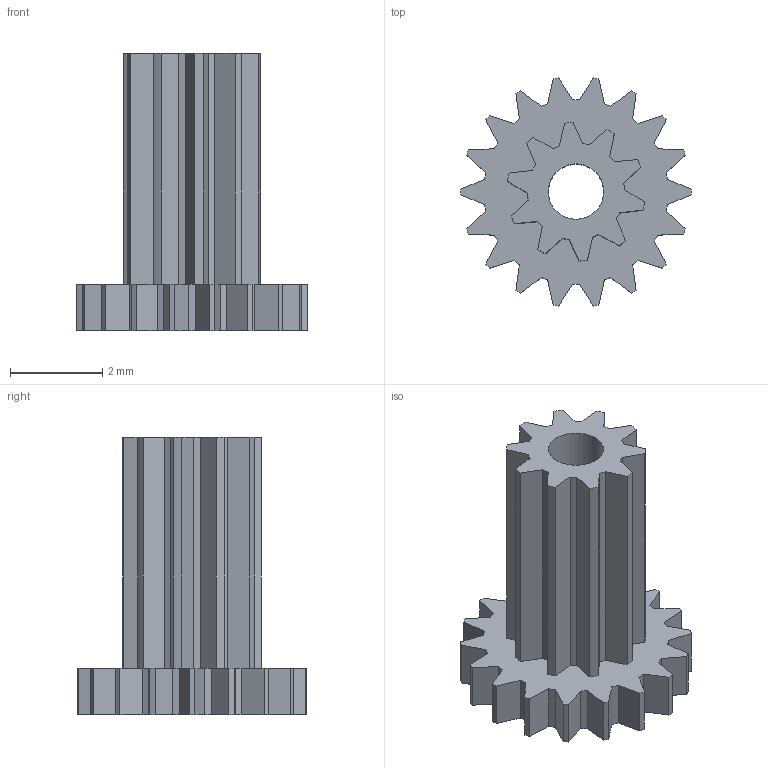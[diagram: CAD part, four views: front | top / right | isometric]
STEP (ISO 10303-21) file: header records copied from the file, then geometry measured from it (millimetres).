
FILE_DESCRIPTION(('produced by SPATIAL CORP'),'2;1');
FILE_NAME( 'gear_2.prt.hh.sat.stp', '2002-04-19T13:51:47+00:00',('SPATIAL CORP'),('SPATIAL CORP'), 'ACIS STEP Husk','http://www.spatial.com','SPATIAL CORP');
FILE_SCHEMA(('CONFIG_CONTROL_DESIGN'));
Length unit declared in the file: millimetre
Products named in the file (1): PRODUCT_ID_1
Bounding box: 5 x 4.94 x 6 mm (x, y, z)
Volume: 33.9 mm3; surface area: 143.4 mm2
Topology: 1 solids, 1 shells, 117 faces, 342 edges, 228 vertices
Faces by surface type: plane 87, cylinder 30
Entity records: 3945 total; most frequent: CARTESIAN_POINT 687, ORIENTED_EDGE 684, DIRECTION 636, EDGE_CURVE 342, VECTOR 282, LINE 282, VERTEX_POINT 228, AXIS2_PLACEMENT_3D 177
